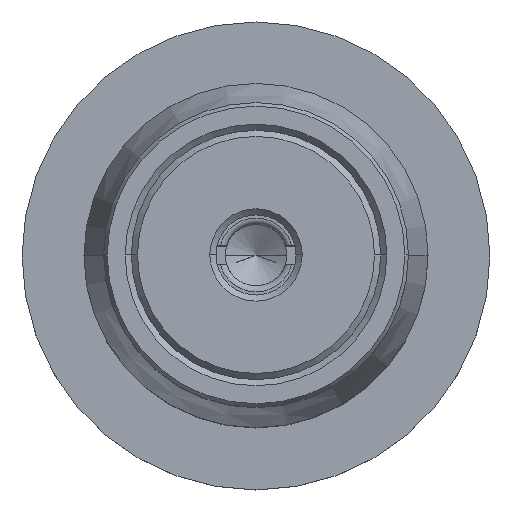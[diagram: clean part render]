
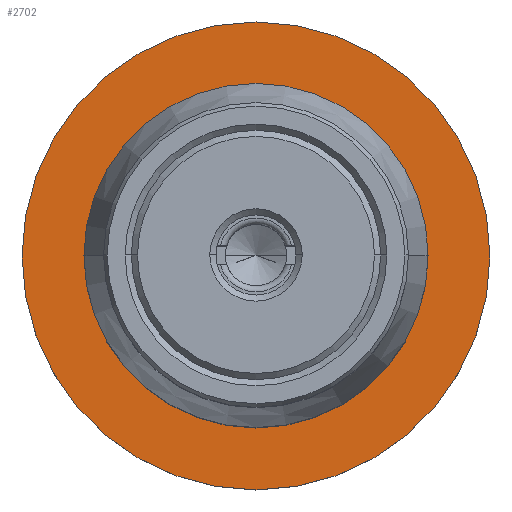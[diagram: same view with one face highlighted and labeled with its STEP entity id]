
A CAD part, top view. The second image highlights one B-rep face of the part: STEP entity #2702.
In plain terms, the highlighted planar face has unit normal (0, 0, 1).
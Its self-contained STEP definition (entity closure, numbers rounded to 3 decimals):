
#13 = CIRCLE ( 'NONE', #3040, 2.795 ) ;
#172 = DIRECTION ( 'NONE',  ( 1., 0., 0. ) ) ;
#180 = CARTESIAN_POINT ( 'NONE',  ( 3.8, 0., -9.2 ) ) ;
#243 = CARTESIAN_POINT ( 'NONE',  ( -3.8, 0., -9.2 ) ) ;
#506 = VERTEX_POINT ( 'NONE', #2092 ) ;
#611 = CARTESIAN_POINT ( 'NONE',  ( 0., 2.795, -9.2 ) ) ;
#802 = EDGE_CURVE ( 'NONE', #1145, #506, #13, .T. ) ;
#863 = DIRECTION ( 'NONE',  ( -1., 0., 0. ) ) ;
#913 = EDGE_LOOP ( 'NONE', ( #2871, #2453 ) ) ;
#959 = ORIENTED_EDGE ( 'NONE', *, *, #3174, .T. ) ;
#987 = CARTESIAN_POINT ( 'NONE',  ( 0., 0., -9.2 ) ) ;
#1044 = CIRCLE ( 'NONE', #3056, 3.8 ) ;
#1105 = PLANE ( 'NONE',  #2527 ) ;
#1117 = VERTEX_POINT ( 'NONE', #180 ) ;
#1144 = EDGE_CURVE ( 'NONE', #2385, #1117, #1044, .T. ) ;
#1145 = VERTEX_POINT ( 'NONE', #1181 ) ;
#1181 = CARTESIAN_POINT ( 'NONE',  ( -2.795, 0., -9.2 ) ) ;
#1235 = DIRECTION ( 'NONE',  ( 1., 0., 0. ) ) ;
#1434 = EDGE_CURVE ( 'NONE', #506, #1145, #2029, .T. ) ;
#1451 = CARTESIAN_POINT ( 'NONE',  ( 0., 0., -9.2 ) ) ;
#1608 = DIRECTION ( 'NONE',  ( 1., 0., 0. ) ) ;
#1694 = DIRECTION ( 'NONE',  ( 0., 0., 1. ) ) ;
#1725 = DIRECTION ( 'NONE',  ( 1., 0., 0. ) ) ;
#1860 = CIRCLE ( 'NONE', #2566, 3.8 ) ;
#1870 = DIRECTION ( 'NONE',  ( 0., 0., 1. ) ) ;
#1877 = FACE_OUTER_BOUND ( 'NONE', #3189, .T. ) ;
#2029 = CIRCLE ( 'NONE', #2056, 2.795 ) ;
#2056 = AXIS2_PLACEMENT_3D ( 'NONE', #3193, #1694, #172 ) ;
#2092 = CARTESIAN_POINT ( 'NONE',  ( 2.795, 0., -9.2 ) ) ;
#2385 = VERTEX_POINT ( 'NONE', #243 ) ;
#2397 = DIRECTION ( 'NONE',  ( 0., 0., -1. ) ) ;
#2453 = ORIENTED_EDGE ( 'NONE', *, *, #802, .F. ) ;
#2527 = AXIS2_PLACEMENT_3D ( 'NONE', #611, #2397, #863 ) ;
#2536 = FACE_BOUND ( 'NONE', #913, .T. ) ;
#2566 = AXIS2_PLACEMENT_3D ( 'NONE', #987, #2774, #1235 ) ;
#2683 = ORIENTED_EDGE ( 'NONE', *, *, #1144, .T. ) ;
#2702 = ADVANCED_FACE ( 'NONE', ( #2536, #1877 ), #1105, .F. ) ;
#2774 = DIRECTION ( 'NONE',  ( 0., 0., 1. ) ) ;
#2871 = ORIENTED_EDGE ( 'NONE', *, *, #1434, .F. ) ;
#2873 = CARTESIAN_POINT ( 'NONE',  ( 0., 0., -9.2 ) ) ;
#3040 = AXIS2_PLACEMENT_3D ( 'NONE', #2873, #1870, #1608 ) ;
#3056 = AXIS2_PLACEMENT_3D ( 'NONE', #1451, #3223, #1725 ) ;
#3174 = EDGE_CURVE ( 'NONE', #1117, #2385, #1860, .T. ) ;
#3189 = EDGE_LOOP ( 'NONE', ( #959, #2683 ) ) ;
#3193 = CARTESIAN_POINT ( 'NONE',  ( 0., 0., -9.2 ) ) ;
#3223 = DIRECTION ( 'NONE',  ( 0., 0., 1. ) ) ;
